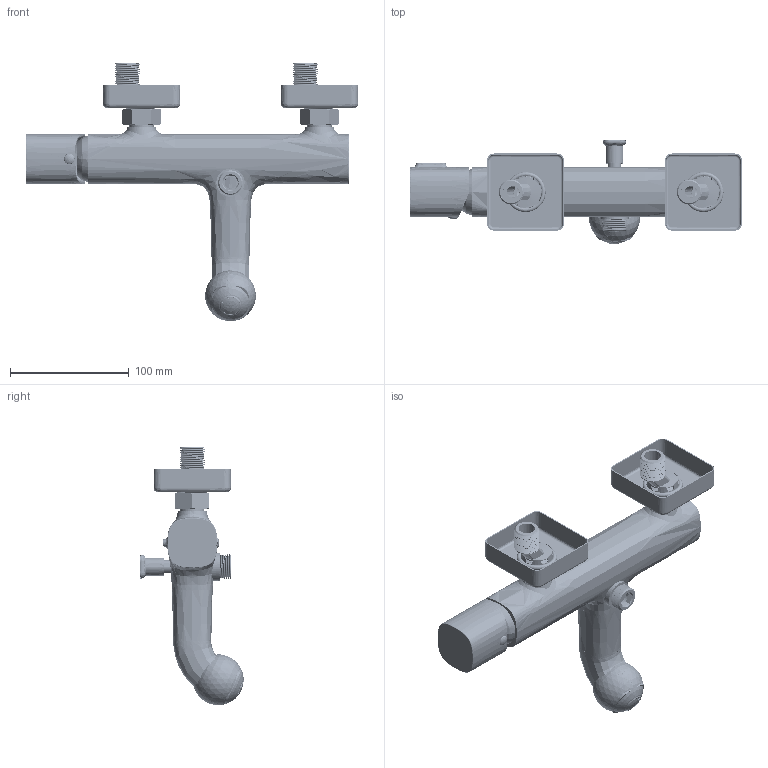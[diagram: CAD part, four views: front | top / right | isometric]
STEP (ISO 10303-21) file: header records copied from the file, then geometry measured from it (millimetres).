
FILE_DESCRIPTION((''),'2;1');
FILE_NAME('WUM238113_ASM_ASM','2020-07-02T',('fth20'),(''),'CREO PARAMETRIC BY PTC INC, 2015480','CREO PARAMETRIC BY PTC INC, 2015480','');
FILE_SCHEMA(('CONFIG_CONTROL_DESIGN'));
Products named in the file (30): 80T238113_1; 8JTSW001_1; 19X2_1; 8NMSW001_1; 24X15X3_1; 80Q01000_1; 80Q67000_1; JIETOU-3_ASM_1_ASM; 8HY21106_1; 16X2_1; 21X19_1; 22X205_1; OS10X35X3_1; 8HY25004_1; 8HY21107_1; 16X6X5_1; 8HY21108A_1; J51211_ASM_1_ASM; 80D238064__1; J10350_1; 8YG16045_1_1; 8ZG16045_1; 80P35WUM2_1_1; 80M238113_1; PRT0006_1; 80M24123BNP0_1; 8CM5X7_1; 80N81050_12; WUM238113_ASM_1_ASM; WUM238113_ASM_ASM
Assembly tree (31 placements, depth 4):
  WUM238113_ASM_ASM
    WUM238113_ASM_1_ASM
      80T238113_1
      JIETOU-3_ASM_1_ASM  x2
        8JTSW001_1
        19X2_1
        8NMSW001_1
        24X15X3_1
        80Q01000_1
        80Q67000_1
      J51211_ASM_1_ASM
        8HY21106_1
        16X2_1  x2
        21X19_1
        22X205_1
        OS10X35X3_1
        8HY25004_1
        8HY21107_1
        16X6X5_1
        8HY21108A_1
      80D238064__1
      J10350_1
      8YG16045_1_1
      8ZG16045_1
      80P35WUM2_1_1
      80M238113_1
      PRT0006_1
      80M24123BNP0_1
      8CM5X7_1
      80N81050_12
Bounding box: 279.9 x 87.63 x 217.73 mm (x, y, z)
Surface area: 210173.8 mm2 (no closed solid volume)
Topology: 0 solids, 0 shells, 3349 faces, 20190 edges, 20108 vertices
Faces by surface type: bspline 3253, torus 90, sphere 6
Entity records: 502888 total; most frequent: CARTESIAN_POINT 328656, DIRECTION 23448, TRIMMED_CURVE 21175, VECTOR 19240, LINE 19240, DEFINITIONAL_REPRESENTATION 18822, PCURVE 18822, COMPOSITE_CURVE_SEGMENT 18822
